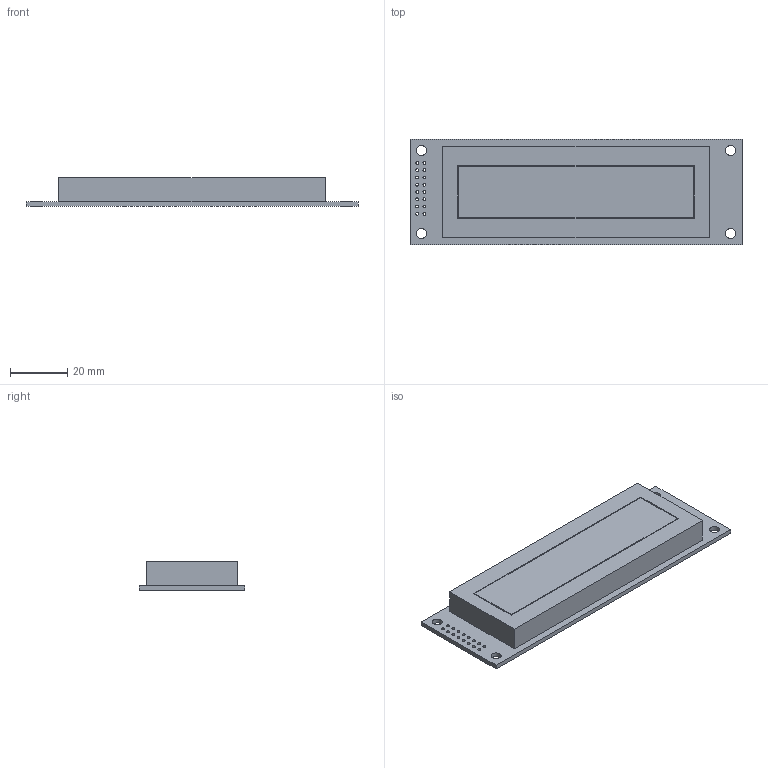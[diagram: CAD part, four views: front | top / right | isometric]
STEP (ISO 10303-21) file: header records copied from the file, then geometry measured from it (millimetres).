
FILE_DESCRIPTION(('FreeCAD Model'),'2;1');
FILE_NAME('DV-20200.step', '2019-12-12T16:00:21',('Author'),(''), 'Open CASCADE STEP processor 7.3','FreeCAD','Unknown');
FILE_SCHEMA(('AUTOMOTIVE_DESIGN { 1 0 10303 214 1 1 1 1 }'));
Length unit declared in the file: millimetre
Products named in the file (1): Fusion
Bounding box: 116 x 37 x 10 mm (x, y, z)
Volume: 31696.2 mm3; surface area: 12026.3 mm2
Topology: 1 solids, 1 shells, 41 faces, 108 edges, 72 vertices
Faces by surface type: plane 21, cylinder 20
Full cylindrical faces by diameter (mm): 1 x16, 3.5 x4
Entity records: 1663 total; most frequent: DIRECTION 232, CARTESIAN_POINT 222, ORIENTED_EDGE 216, EDGE_CURVE 108, FACE_BOUND 84, EDGE_LOOP 84, AXIS2_PLACEMENT_3D 82, VERTEX_POINT 72
